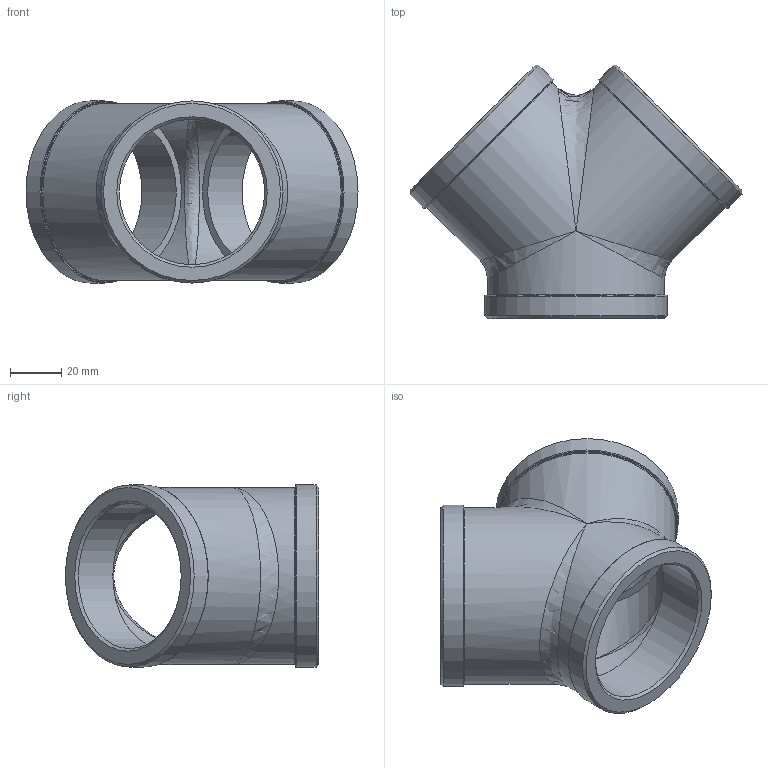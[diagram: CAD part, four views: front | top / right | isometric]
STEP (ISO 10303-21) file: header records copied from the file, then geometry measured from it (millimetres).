
FILE_DESCRIPTION(/* description */ (''),/* implementation_level */ '2;1');
FILE_NAME(/* name */ 'KI-306-050 Aschl.stp',/* time_stamp */ '2016-10-20T09:32:29+02:00',/* author */ ('hochmair'),/* organization */ (''),/* preprocessor_version */ 'ST-DEVELOPER v15.6',/* originating_system */ 'Autodesk Inventor 2015',/* authorisation */ '');
FILE_SCHEMA (('AUTOMOTIVE_DESIGN { 1 0 10303 214 3 1 1 }'));
Length unit declared in the file: millimetre
Products named in the file (1): TB23385135
Bounding box: 129.4 x 98.7 x 71 mm (x, y, z)
Volume: 113252.8 mm3; surface area: 49805.2 mm2
Topology: 1 solids, 1 shells, 40 faces, 90 edges, 45 vertices
Faces by surface type: cylinder 13, plane 9, torus 6, cone 6, bspline 6
Full cylindrical faces by diameter (mm): 56.656 x3, 62.4 x2, 69 x3, 71 x3
Entity records: 1194 total; most frequent: CARTESIAN_POINT 470, DIRECTION 160, ORIENTED_EDGE 94, AXIS2_PLACEMENT_3D 80, EDGE_LOOP 72, EDGE_CURVE 47, FACE_OUTER_BOUND 40, ADVANCED_FACE 40
